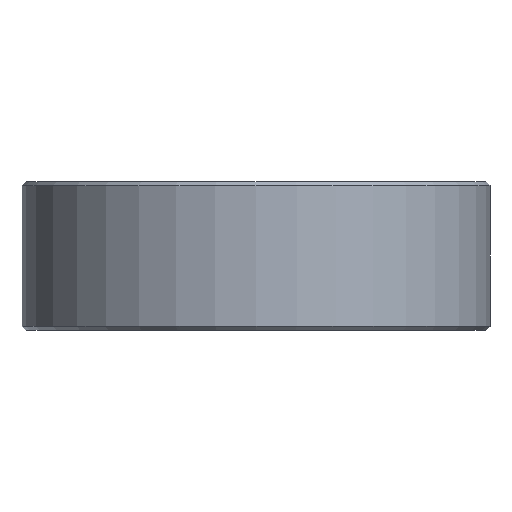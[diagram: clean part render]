
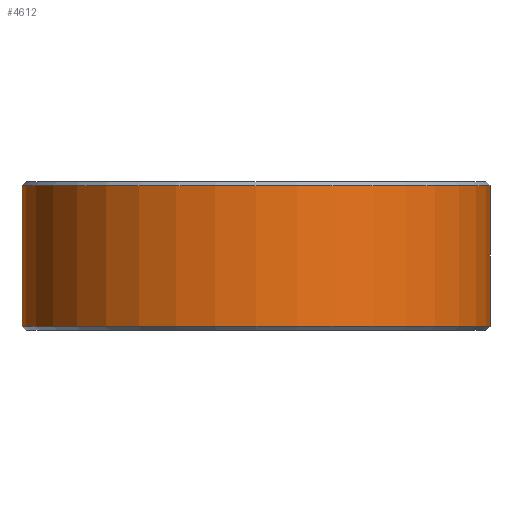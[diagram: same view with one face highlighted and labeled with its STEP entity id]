
A CAD part, front view. The second image highlights one B-rep face of the part: STEP entity #4612.
In plain terms, the highlighted cylindrical face has radius 11 mm (diameter 22 mm), a partial arc.
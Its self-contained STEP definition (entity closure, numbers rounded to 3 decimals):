
#17 = VERTEX_POINT ( 'NONE', #4157 ) ;
#158 = DIRECTION ( 'NONE',  ( 0., 0., -1. ) ) ;
#292 = CARTESIAN_POINT ( 'NONE',  ( 11., 0., 0. ) ) ;
#343 = CARTESIAN_POINT ( 'NONE',  ( -11., 0., 3.3 ) ) ;
#462 = AXIS2_PLACEMENT_3D ( 'NONE', #3756, #4224, #2696 ) ;
#638 = LINE ( 'NONE', #292, #3721 ) ;
#966 = CARTESIAN_POINT ( 'NONE',  ( 0., 0., 3.3 ) ) ;
#1017 = VERTEX_POINT ( 'NONE', #343 ) ;
#1166 = DIRECTION ( 'NONE',  ( 1., 0., 0. ) ) ;
#1345 = DIRECTION ( 'NONE',  ( 0., 0., 1. ) ) ;
#2295 = VERTEX_POINT ( 'NONE', #4487 ) ;
#2406 = CYLINDRICAL_SURFACE ( 'NONE', #4722, 11. ) ;
#2643 = CARTESIAN_POINT ( 'NONE',  ( -11., 0., 0. ) ) ;
#2691 = CARTESIAN_POINT ( 'NONE',  ( 0., 0., 0. ) ) ;
#2696 = DIRECTION ( 'NONE',  ( 1., 0., 0. ) ) ;
#2866 = EDGE_CURVE ( 'NONE', #17, #1017, #3844, .T. ) ;
#3204 = ORIENTED_EDGE ( 'NONE', *, *, #4336, .T. ) ;
#3238 = ORIENTED_EDGE ( 'NONE', *, *, #3630, .T. ) ;
#3371 = EDGE_CURVE ( 'NONE', #2295, #1017, #4986, .T. ) ;
#3418 = AXIS2_PLACEMENT_3D ( 'NONE', #966, #158, #4872 ) ;
#3425 = FACE_OUTER_BOUND ( 'NONE', #4368, .T. ) ;
#3630 = EDGE_CURVE ( 'NONE', #17, #4407, #4344, .T. ) ;
#3721 = VECTOR ( 'NONE', #1345, 1000. ) ;
#3756 = CARTESIAN_POINT ( 'NONE',  ( 0., 0., -3.3 ) ) ;
#3844 = LINE ( 'NONE', #2643, #4775 ) ;
#3900 = ORIENTED_EDGE ( 'NONE', *, *, #2866, .F. ) ;
#4037 = ORIENTED_EDGE ( 'NONE', *, *, #3371, .T. ) ;
#4157 = CARTESIAN_POINT ( 'NONE',  ( -11., 0., -3.3 ) ) ;
#4224 = DIRECTION ( 'NONE',  ( 0., 0., 1. ) ) ;
#4336 = EDGE_CURVE ( 'NONE', #4407, #2295, #638, .T. ) ;
#4344 = CIRCLE ( 'NONE', #462, 11. ) ;
#4368 = EDGE_LOOP ( 'NONE', ( #3900, #3238, #3204, #4037 ) ) ;
#4407 = VERTEX_POINT ( 'NONE', #4841 ) ;
#4487 = CARTESIAN_POINT ( 'NONE',  ( 11., 0., 3.3 ) ) ;
#4612 = ADVANCED_FACE ( 'NONE', ( #3425 ), #2406, .T. ) ;
#4722 = AXIS2_PLACEMENT_3D ( 'NONE', #2691, #5026, #1166 ) ;
#4775 = VECTOR ( 'NONE', #4904, 1000. ) ;
#4841 = CARTESIAN_POINT ( 'NONE',  ( 11., 0., -3.3 ) ) ;
#4872 = DIRECTION ( 'NONE',  ( -1., 0., 0. ) ) ;
#4904 = DIRECTION ( 'NONE',  ( 0., 0., 1. ) ) ;
#4986 = CIRCLE ( 'NONE', #3418, 11. ) ;
#5026 = DIRECTION ( 'NONE',  ( 0., 0., 1. ) ) ;
